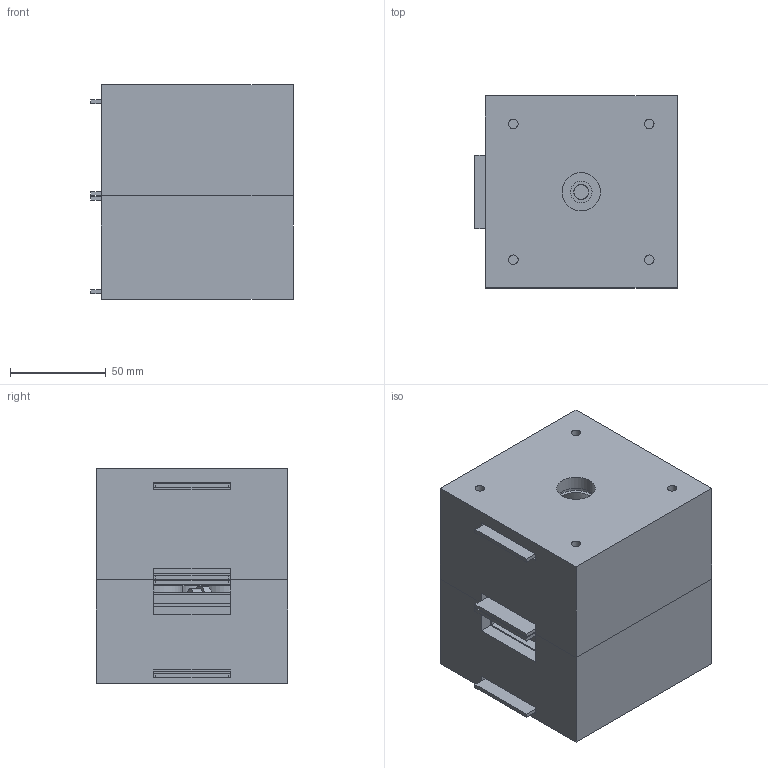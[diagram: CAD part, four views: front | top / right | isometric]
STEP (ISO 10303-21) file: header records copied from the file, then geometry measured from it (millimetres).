
FILE_DESCRIPTION(/* description */ (''),/* implementation_level */ '2;1');
FILE_NAME(/* name */ 'LEM_Versione_Ibrida_MIRION_AMETEK v10.step',/* time_stamp */ '2023-08-22T14:06:11+02:00',/* author */ (''),/* organization */ (''),/* preprocessor_version */ 'ST-DEVELOPER v20',/* originating_system */ 'Autodesk Translation Framework v12.9.0.99',/* authorisation */ '');
FILE_SCHEMA (('AUTOMOTIVE_DESIGN { 1 0 10303 214 3 1 1 }'));
Length unit declared in the file: millimetre
Products named in the file (47): LEM_Versione_Ibrida_MIRION_AMETEK; AlTop; AlFrame_Thick (3); AlBottom; AlCoverLower; SiliconDetector_Thin; SiliconDetector_Thin (1); SiliconDetector_Thick (3); AlFrame_Thick; SiliconDetector_Thick; AlScrew_Thick; AlScrew_Thick (3); AlCoverUpper; AlFrame_Thin (4); AlFrame_Thin (3); AlFrame_Thin (2); AlScrew (3); BakeliteBoardMiddleUpper; AlScrew (1); BakeliteBoardCalo; AlFrame_Thin (1); AlFrame_Thin; SiliconDetector_Thin (4); SiliconDetector_Thin (2); SiliconDetector_Thin (3); BakeliteBoardBottom; Calo; PlasticVetoTop; BakeliteCable_Thick (3); BakeliteCable_Thick; AlScrew (2); BakeliteBoardMiddleLower; PlasticVetoBottom; AlScrew; BakeliteBoardTop; AlFrame_Thick (2); SiliconDetector_Thick (2); AlFrame_Thick (4); AlFrame_Thick (1); BakeliteCable_Thick (4) ...
Assembly tree (46 placements, depth 2):
  LEM_Versione_Ibrida_MIRION_AMETEK
    AlTop
    AlFrame_Thick (3)
    AlBottom
    AlCoverLower
    SiliconDetector_Thin
    SiliconDetector_Thin (1)
    SiliconDetector_Thick (3)
    AlFrame_Thick
    SiliconDetector_Thick
    AlScrew_Thick
    AlScrew_Thick (3)
    AlCoverUpper
    AlFrame_Thin (4)
    AlFrame_Thin (3)
    AlFrame_Thin (2)
    AlScrew (3)
    BakeliteBoardMiddleUpper
    AlScrew (1)
    BakeliteBoardCalo
    AlFrame_Thin (1)
    AlFrame_Thin
    SiliconDetector_Thin (4)
    SiliconDetector_Thin (2)
    SiliconDetector_Thin (3)
    BakeliteBoardBottom
    Calo
    PlasticVetoTop
    BakeliteCable_Thick (3)
    BakeliteCable_Thick
    AlScrew (2)
    BakeliteBoardMiddleLower
    PlasticVetoBottom
    AlScrew
    BakeliteBoardTop
    AlFrame_Thick (2)
    SiliconDetector_Thick (2)
    AlFrame_Thick (4)
    AlFrame_Thick (1)
    BakeliteCable_Thick (4)
    AlScrew_Thick (4)
    AlScrew_Thick (1)
    SiliconDetector_Thick (1)
    SiliconDetector_Thick (4)
    BakeliteCable_Thick (2)
    AlScrew_Thick (2)
    BakeliteCable_Thick (1)
Bounding box: 105.5 x 100 x 112 mm (x, y, z)
Volume: 878061.8 mm3; surface area: 335930.7 mm2
Topology: 46 solids, 46 shells, 464 faces, 1059 edges, 706 vertices
Faces by surface type: plane 308, cylinder 155, cone 1
Full cylindrical faces by diameter (mm): 5 x46, 5.092 x8, 7.6 x1, 8 x3, 9 x1, 11.2 x1, 12.8 x1, 13.4 x4, 13.8 x12, 14 x1, 14.863 x1, 15.2 x1, 15.8 x4, 17.2 x1, 17.4 x1, 18 x4, 19.4 x1, 19.6 x4, 20 x1, 21.6 x4, 21.931 x4, 22 x4, 24 x5, 24.1 x4, 26.1 x4
Entity records: 15145 total; most frequent: CARTESIAN_POINT 2497, DIRECTION 2495, ORIENTED_EDGE 2118, EDGE_CURVE 1059, AXIS2_PLACEMENT_3D 894, LINE 707, VECTOR 707, VERTEX_POINT 706
